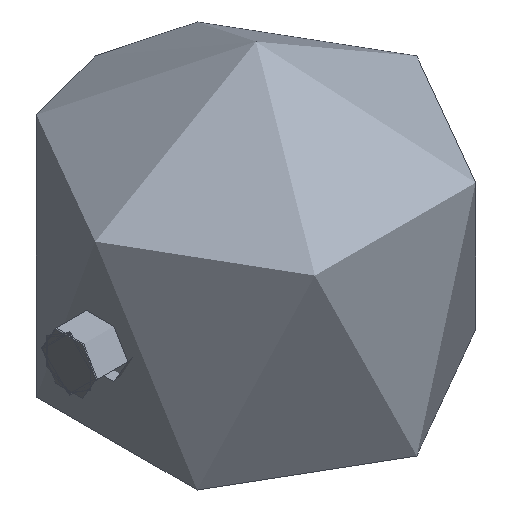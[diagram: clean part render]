
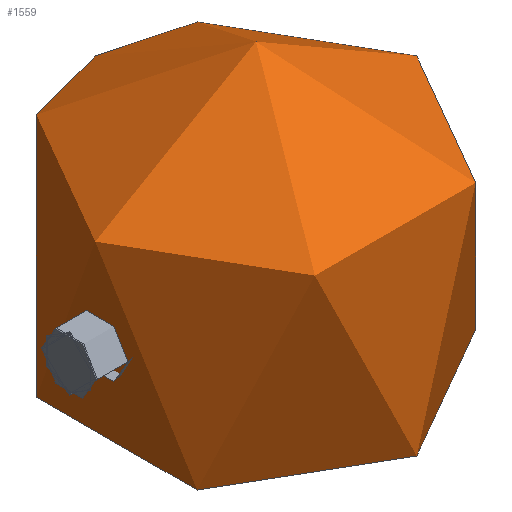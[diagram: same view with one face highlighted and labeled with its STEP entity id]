
A CAD part, isometric view. The second image highlights one B-rep face of the part: STEP entity #1559.
In plain terms, the highlighted spherical face has radius 252 mm.
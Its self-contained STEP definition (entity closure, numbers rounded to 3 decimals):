
#236 = DIRECTION ( 'NONE',  ( 0., 0., -1. ) ) ;
#561 = FACE_OUTER_BOUND ( 'NONE', #3612, .T. ) ;
#830 = CARTESIAN_POINT ( 'NONE',  ( -63.23, 0., -27. ) ) ;
#960 = EDGE_CURVE ( 'NONE', #2556, #2114, #3215, .T. ) ;
#1300 = DIRECTION ( 'NONE',  ( 0., 0., 1. ) ) ;
#1559 = ADVANCED_FACE ( 'NONE', ( #561 ), #3211, .T. ) ;
#2027 = CARTESIAN_POINT ( 'NONE',  ( -63.23, 0., 27. ) ) ;
#2114 = VERTEX_POINT ( 'NONE', #2027 ) ;
#2511 = CARTESIAN_POINT ( 'NONE',  ( 110.787, 0., 0. ) ) ;
#2522 = AXIS2_PLACEMENT_3D ( 'NONE', #2511, #236, #4097 ) ;
#2556 = VERTEX_POINT ( 'NONE', #830 ) ;
#2700 = CARTESIAN_POINT ( 'NONE',  ( -63.23, 0., 0. ) ) ;
#3211 = SPHERICAL_SURFACE ( 'NONE', #2522, 252. ) ;
#3215 = CIRCLE ( 'NONE', #3910, 27. ) ;
#3329 = DIRECTION ( 'NONE',  ( -1., 0., 0. ) ) ;
#3612 = ORIENTED_EDGE ( 'NONE', *, *, #960, .F. ) ;
#3910 = AXIS2_PLACEMENT_3D ( 'NONE', #2700, #3329, #1300 ) ;
#4097 = DIRECTION ( 'NONE',  ( 0., 1., 0. ) ) ;
